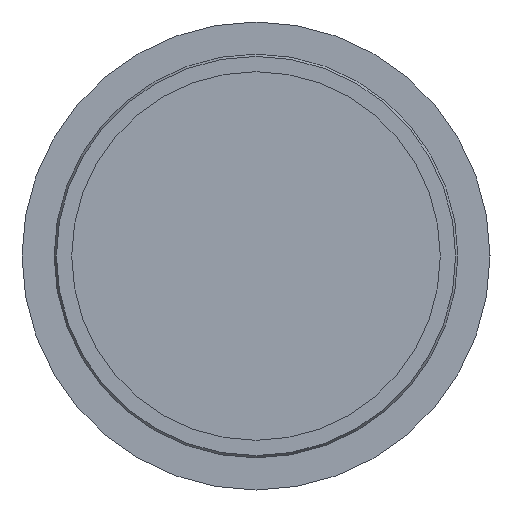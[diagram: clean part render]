
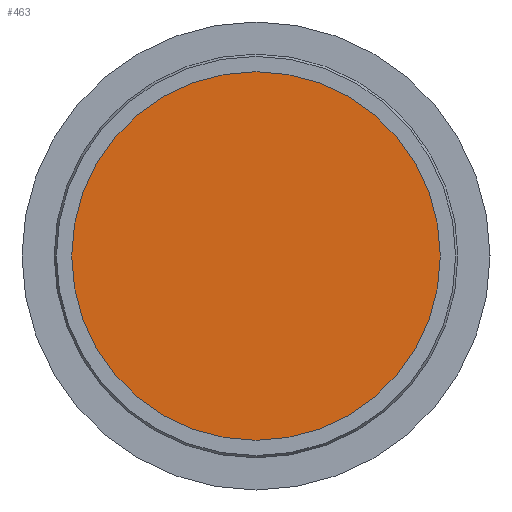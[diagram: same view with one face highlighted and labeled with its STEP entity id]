
A CAD part, left-side view. The second image highlights one B-rep face of the part: STEP entity #463.
In plain terms, the highlighted face is planar.
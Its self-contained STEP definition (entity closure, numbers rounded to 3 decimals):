
#8 = VERTEX_POINT ( 'NONE', #1238 ) ;
#19 = DIRECTION ( 'NONE',  ( 1., 0., 0. ) ) ;
#97 = EDGE_LOOP ( 'NONE', ( #132, #317 ) ) ;
#98 = CIRCLE ( 'NONE', #930, 12.7 ) ;
#132 = ORIENTED_EDGE ( 'NONE', *, *, #474, .F. ) ;
#148 = CARTESIAN_POINT ( 'NONE',  ( 0., 0., -1.5 ) ) ;
#165 = AXIS2_PLACEMENT_3D ( 'NONE', #204, #760, #1111 ) ;
#204 = CARTESIAN_POINT ( 'NONE',  ( 0., 0., -1.5 ) ) ;
#277 = CIRCLE ( 'NONE', #165, 12.7 ) ;
#317 = ORIENTED_EDGE ( 'NONE', *, *, #1306, .F. ) ;
#463 = ADVANCED_FACE ( 'NONE', ( #574 ), #921, .F. ) ;
#474 = EDGE_CURVE ( 'NONE', #8, #1039, #98, .T. ) ;
#574 = FACE_OUTER_BOUND ( 'NONE', #97, .T. ) ;
#691 = CARTESIAN_POINT ( 'NONE',  ( 12.7, 0., -1.5 ) ) ;
#726 = AXIS2_PLACEMENT_3D ( 'NONE', #148, #1060, #825 ) ;
#760 = DIRECTION ( 'NONE',  ( 0., 0., 1. ) ) ;
#825 = DIRECTION ( 'NONE',  ( 1., 0., 0. ) ) ;
#843 = DIRECTION ( 'NONE',  ( 0., 0., 1. ) ) ;
#921 = PLANE ( 'NONE',  #726 ) ;
#930 = AXIS2_PLACEMENT_3D ( 'NONE', #1042, #843, #19 ) ;
#1039 = VERTEX_POINT ( 'NONE', #691 ) ;
#1042 = CARTESIAN_POINT ( 'NONE',  ( 0., 0., -1.5 ) ) ;
#1060 = DIRECTION ( 'NONE',  ( 0., 0., 1. ) ) ;
#1111 = DIRECTION ( 'NONE',  ( 1., 0., 0. ) ) ;
#1238 = CARTESIAN_POINT ( 'NONE',  ( -12.7, 0., -1.5 ) ) ;
#1306 = EDGE_CURVE ( 'NONE', #1039, #8, #277, .T. ) ;
